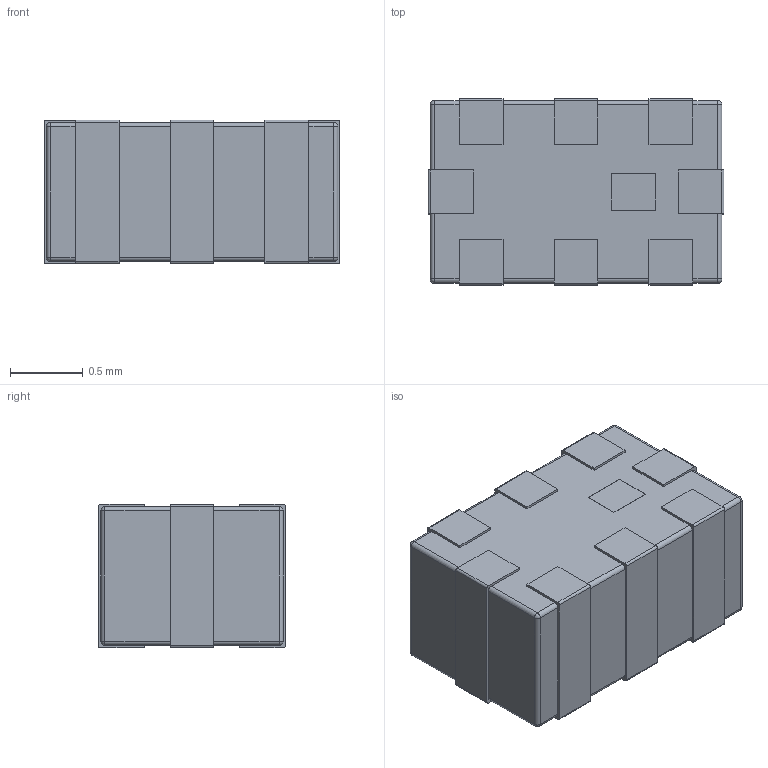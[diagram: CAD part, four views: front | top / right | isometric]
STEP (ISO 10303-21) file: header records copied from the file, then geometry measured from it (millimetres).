
FILE_DESCRIPTION(/* description */ ('Unknown'),/* implementation_level */ '2;1');
FILE_NAME(/* name */ 'LFCG-2500+',/* time_stamp */ '2023-10-18T10:38:14+02:00',/* author */ ('Unknown'),/* organization */ ('Unknown'),/* preprocessor_version */ 'ST-DEVELOPER v18.102',/* originating_system */ 'Solid Edge',/* authorisation */ 'Unknown');
FILE_SCHEMA (('AUTOMOTIVE_DESIGN {1 0 10303 214 3 1 1}'));
Length unit declared in the file: millimetre
Products named in the file (1): LFCG-2500+
Bounding box: 2.03 x 1.28 x 0.98 mm (x, y, z)
Volume: 2.4 mm3; surface area: 11.6 mm2
Topology: 1 solids, 1 shells, 124 faces, 347 edges, 218 vertices
Faces by surface type: plane 75, cylinder 41, sphere 8
Entity records: 4790 total; most frequent: CARTESIAN_POINT 694, ORIENTED_EDGE 678, DIRECTION 667, EDGE_CURVE 339, LINE 253, VECTOR 253, VERTEX_POINT 218, AXIS2_PLACEMENT_3D 207
